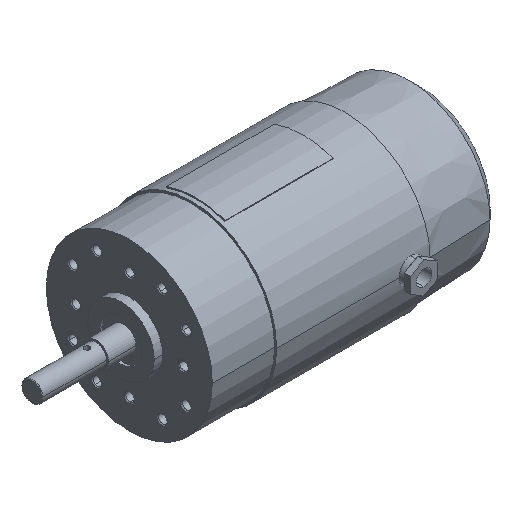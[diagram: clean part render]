
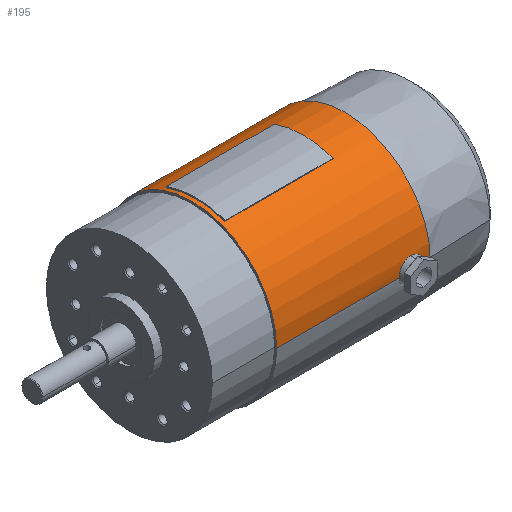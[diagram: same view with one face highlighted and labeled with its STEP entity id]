
A CAD part, isometric view. The second image highlights one B-rep face of the part: STEP entity #195.
In plain terms, the highlighted cylindrical face has radius 41 mm (diameter 82 mm), a partial arc.
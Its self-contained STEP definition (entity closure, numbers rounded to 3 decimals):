
#195 = ADVANCED_FACE( '', ( #455, #456 ), #457, .T. );
#455 = FACE_OUTER_BOUND( '', #744, .T. );
#456 = FACE_BOUND( '', #745, .T. );
#457 = CYLINDRICAL_SURFACE( '', #746, 41. );
#744 = EDGE_LOOP( '', ( #1619, #1620, #1621, #1622, #1623, #1624, #1625 ) );
#745 = EDGE_LOOP( '', ( #1626, #1627, #1628, #1629 ) );
#746 = AXIS2_PLACEMENT_3D( '', #1630, #1631, #1632 );
#1619 = ORIENTED_EDGE( '', *, *, #1752, .T. );
#1620 = ORIENTED_EDGE( '', *, *, #1997, .F. );
#1621 = ORIENTED_EDGE( '', *, *, #1757, .T. );
#1622 = ORIENTED_EDGE( '', *, *, #1800, .T. );
#1623 = ORIENTED_EDGE( '', *, *, #1975, .T. );
#1624 = ORIENTED_EDGE( '', *, *, #1754, .T. );
#1625 = ORIENTED_EDGE( '', *, *, #1996, .T. );
#1626 = ORIENTED_EDGE( '', *, *, #1949, .T. );
#1627 = ORIENTED_EDGE( '', *, *, #1945, .T. );
#1628 = ORIENTED_EDGE( '', *, *, #1952, .T. );
#1629 = ORIENTED_EDGE( '', *, *, #1956, .T. );
#1630 = CARTESIAN_POINT( '', ( 67., 0., 0. ) );
#1631 = DIRECTION( '', ( 1., 0., 0. ) );
#1632 = DIRECTION( '', ( 0., 1., 0. ) );
#1752 = EDGE_CURVE( '', #2047, #2048, #2049, .T. );
#1754 = EDGE_CURVE( '', #2052, #2050, #2053, .T. );
#1757 = EDGE_CURVE( '', #2058, #2056, #2059, .T. );
#1800 = EDGE_CURVE( '', #2056, #2135, #2137, .T. );
#1945 = EDGE_CURVE( '', #2366, #2367, #2368, .T. );
#1949 = EDGE_CURVE( '', #2374, #2366, #2375, .T. );
#1952 = EDGE_CURVE( '', #2367, #2379, #2380, .T. );
#1956 = EDGE_CURVE( '', #2379, #2374, #2385, .T. );
#1975 = EDGE_CURVE( '', #2135, #2052, #2416, .T. );
#1996 = EDGE_CURVE( '', #2050, #2047, #2439, .T. );
#1997 = EDGE_CURVE( '', #2058, #2048, #2440, .T. );
#2047 = VERTEX_POINT( '', #2500 );
#2048 = VERTEX_POINT( '', #2501 );
#2049 = LINE( '', #2502, #2503 );
#2050 = VERTEX_POINT( '', #2504 );
#2052 = VERTEX_POINT( '', #2506 );
#2053 = LINE( '', #2507, #2508 );
#2056 = VERTEX_POINT( '', #2528 );
#2058 = VERTEX_POINT( '', #2547 );
#2059 = LINE( '', #2548, #2549 );
#2135 = VERTEX_POINT( '', #2747 );
#2137 = B_SPLINE_CURVE_WITH_KNOTS( '', 3, ( #2750, #2751, #2752, #2753, #2754, #2755, #2756, #2757, #2758, #2759, #2760, #2761, #2762, #2763, #2764, #2765, #2766, #2767 ), .UNSPECIFIED., .F., .F., ( 4, 2, 2, 2, 2, 2, 2, 2, 4 ), ( 9.054, 10.186, 11.318, 12.45, 13.582, 14.713, 15.845, 16.977, 18.109 ), .UNSPECIFIED. );
#2366 = VERTEX_POINT( '', #3068 );
#2367 = VERTEX_POINT( '', #3069 );
#2368 = CIRCLE( '', #3070, 41. );
#2374 = VERTEX_POINT( '', #3078 );
#2375 = LINE( '', #3079, #3080 );
#2379 = VERTEX_POINT( '', #3086 );
#2380 = LINE( '', #3087, #3088 );
#2385 = CIRCLE( '', #3095, 41. );
#2416 = B_SPLINE_CURVE_WITH_KNOTS( '', 3, ( #3144, #3145, #3146, #3147, #3148, #3149, #3150, #3151, #3152, #3153, #3154, #3155, #3156, #3157, #3158, #3159, #3160, #3161 ), .UNSPECIFIED., .F., .F., ( 4, 2, 2, 2, 2, 2, 2, 2, 4 ), ( 18.109, 19.241, 20.373, 21.504, 22.636, 23.768, 24.9, 26.032, 27.163 ), .UNSPECIFIED. );
#2439 = CIRCLE( '', #3220, 41. );
#2440 = CIRCLE( '', #3221, 41. );
#2500 = CARTESIAN_POINT( '', ( 104., 41., 0. ) );
#2501 = CARTESIAN_POINT( '', ( 30., 41., 0. ) );
#2502 = CARTESIAN_POINT( '', ( 67., 41., 0. ) );
#2503 = VECTOR( '', #3271, 1. );
#2504 = CARTESIAN_POINT( '', ( 104., -41., 0. ) );
#2506 = CARTESIAN_POINT( '', ( 101., -41., 0. ) );
#2507 = CARTESIAN_POINT( '', ( 67., -41., 0. ) );
#2508 = VECTOR( '', #3275, 1. );
#2528 = CARTESIAN_POINT( '', ( 89., -41., 0. ) );
#2547 = CARTESIAN_POINT( '', ( 30., -41., 0. ) );
#2548 = CARTESIAN_POINT( '', ( 67., -41., 0. ) );
#2549 = VECTOR( '', #3276, 1. );
#2747 = CARTESIAN_POINT( '', ( 95., -40.559, 6. ) );
#2750 = CARTESIAN_POINT( '', ( 89., -41., 0. ) );
#2751 = CARTESIAN_POINT( '', ( 89., -41., 0.377 ) );
#2752 = CARTESIAN_POINT( '', ( 89.036, -40.995, 0.767 ) );
#2753 = CARTESIAN_POINT( '', ( 89.188, -40.973, 1.543 ) );
#2754 = CARTESIAN_POINT( '', ( 89.304, -40.956, 1.928 ) );
#2755 = CARTESIAN_POINT( '', ( 89.611, -40.915, 2.667 ) );
#2756 = CARTESIAN_POINT( '', ( 89.801, -40.89, 3.021 ) );
#2757 = CARTESIAN_POINT( '', ( 90.242, -40.836, 3.676 ) );
#2758 = CARTESIAN_POINT( '', ( 90.491, -40.808, 3.977 ) );
#2759 = CARTESIAN_POINT( '', ( 91.023, -40.752, 4.509 ) );
#2760 = CARTESIAN_POINT( '', ( 91.324, -40.724, 4.758 ) );
#2761 = CARTESIAN_POINT( '', ( 91.979, -40.67, 5.199 ) );
#2762 = CARTESIAN_POINT( '', ( 92.333, -40.645, 5.389 ) );
#2763 = CARTESIAN_POINT( '', ( 93.072, -40.603, 5.696 ) );
#2764 = CARTESIAN_POINT( '', ( 93.457, -40.586, 5.812 ) );
#2765 = CARTESIAN_POINT( '', ( 94.233, -40.564, 5.964 ) );
#2766 = CARTESIAN_POINT( '', ( 94.623, -40.559, 6. ) );
#2767 = CARTESIAN_POINT( '', ( 95., -40.559, 6. ) );
#3068 = CARTESIAN_POINT( '', ( 32., -14.023, 38.527 ) );
#3069 = CARTESIAN_POINT( '', ( 32., 14.023, 38.527 ) );
#3070 = AXIS2_PLACEMENT_3D( '', #3635, #3636, #3637 );
#3078 = CARTESIAN_POINT( '', ( 84., -14.023, 38.527 ) );
#3079 = CARTESIAN_POINT( '', ( 58., -14.023, 38.527 ) );
#3080 = VECTOR( '', #3643, 1. );
#3086 = CARTESIAN_POINT( '', ( 84., 14.023, 38.527 ) );
#3087 = CARTESIAN_POINT( '', ( 58., 14.023, 38.527 ) );
#3088 = VECTOR( '', #3646, 1. );
#3095 = AXIS2_PLACEMENT_3D( '', #3652, #3653, #3654 );
#3144 = CARTESIAN_POINT( '', ( 95., -40.559, 6. ) );
#3145 = CARTESIAN_POINT( '', ( 95.377, -40.559, 6. ) );
#3146 = CARTESIAN_POINT( '', ( 95.767, -40.564, 5.964 ) );
#3147 = CARTESIAN_POINT( '', ( 96.543, -40.586, 5.812 ) );
#3148 = CARTESIAN_POINT( '', ( 96.928, -40.603, 5.696 ) );
#3149 = CARTESIAN_POINT( '', ( 97.667, -40.645, 5.389 ) );
#3150 = CARTESIAN_POINT( '', ( 98.021, -40.67, 5.199 ) );
#3151 = CARTESIAN_POINT( '', ( 98.676, -40.724, 4.758 ) );
#3152 = CARTESIAN_POINT( '', ( 98.977, -40.752, 4.509 ) );
#3153 = CARTESIAN_POINT( '', ( 99.509, -40.808, 3.977 ) );
#3154 = CARTESIAN_POINT( '', ( 99.758, -40.836, 3.676 ) );
#3155 = CARTESIAN_POINT( '', ( 100.199, -40.89, 3.021 ) );
#3156 = CARTESIAN_POINT( '', ( 100.389, -40.915, 2.667 ) );
#3157 = CARTESIAN_POINT( '', ( 100.696, -40.956, 1.928 ) );
#3158 = CARTESIAN_POINT( '', ( 100.812, -40.973, 1.543 ) );
#3159 = CARTESIAN_POINT( '', ( 100.964, -40.995, 0.767 ) );
#3160 = CARTESIAN_POINT( '', ( 101., -41., 0.377 ) );
#3161 = CARTESIAN_POINT( '', ( 101., -41., 0. ) );
#3220 = AXIS2_PLACEMENT_3D( '', #3723, #3724, #3725 );
#3221 = AXIS2_PLACEMENT_3D( '', #3726, #3727, #3728 );
#3271 = DIRECTION( '', ( -1., 0., 0. ) );
#3275 = DIRECTION( '', ( 1., 0., 0. ) );
#3276 = DIRECTION( '', ( 1., 0., 0. ) );
#3635 = CARTESIAN_POINT( '', ( 32., 0., 0. ) );
#3636 = DIRECTION( '', ( -1., 0., 0. ) );
#3637 = DIRECTION( '', ( 0., 1., 0. ) );
#3643 = DIRECTION( '', ( -1., 0., 0. ) );
#3646 = DIRECTION( '', ( 1., 0., 0. ) );
#3652 = CARTESIAN_POINT( '', ( 84., 0., 0. ) );
#3653 = DIRECTION( '', ( 1., 0., 0. ) );
#3654 = DIRECTION( '', ( 0., 1., 0. ) );
#3723 = CARTESIAN_POINT( '', ( 104., 0., 0. ) );
#3724 = DIRECTION( '', ( -1., 0., 0. ) );
#3725 = DIRECTION( '', ( 0., 1., 0. ) );
#3726 = CARTESIAN_POINT( '', ( 30., 0., 0. ) );
#3727 = DIRECTION( '', ( -1., 0., 0. ) );
#3728 = DIRECTION( '', ( 0., 1., 0. ) );
